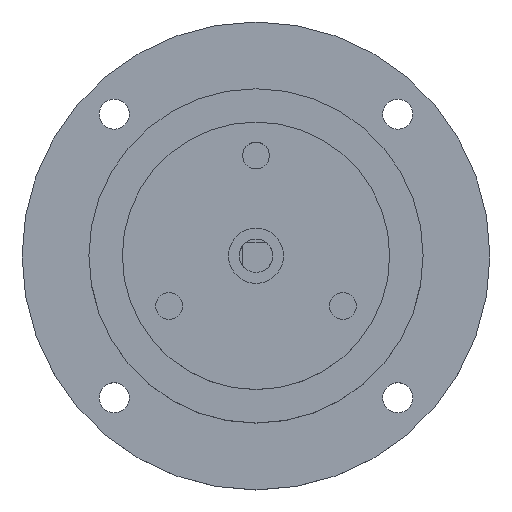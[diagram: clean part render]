
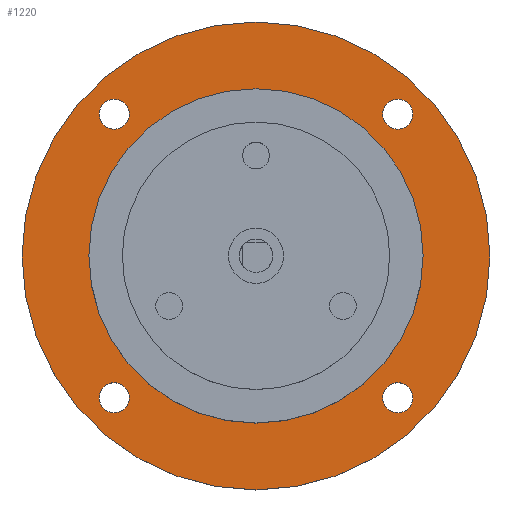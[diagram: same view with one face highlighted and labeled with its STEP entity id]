
A CAD part, top view. The second image highlights one B-rep face of the part: STEP entity #1220.
In plain terms, the highlighted planar face has unit normal (0, 0, 1).
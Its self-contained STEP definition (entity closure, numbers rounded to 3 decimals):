
#48 = AXIS2_PLACEMENT_3D ( 'NONE', #54, #53, #52 ) ;
#50 = CIRCLE ( 'NONE', #48, 25. ) ;
#52 = DIRECTION ( 'NONE',  ( 1., 0., 0. ) ) ;
#53 = DIRECTION ( 'NONE',  ( 0., 0., 1. ) ) ;
#54 = CARTESIAN_POINT ( 'NONE',  ( 0., 0., 52. ) ) ;
#56 = AXIS2_PLACEMENT_3D ( 'NONE', #67, #58, #61 ) ;
#57 = CIRCLE ( 'NONE', #56, 35. ) ;
#58 = DIRECTION ( 'NONE',  ( 0., 0., 1. ) ) ;
#61 = DIRECTION ( 'NONE',  ( 1., 0., 0. ) ) ;
#67 = CARTESIAN_POINT ( 'NONE',  ( 0., 0., 52. ) ) ;
#527 = AXIS2_PLACEMENT_3D ( 'NONE', #530, #529, #542 ) ;
#528 = CIRCLE ( 'NONE', #527, 2.25 ) ;
#529 = DIRECTION ( 'NONE',  ( 0., 0., 1. ) ) ;
#530 = CARTESIAN_POINT ( 'NONE',  ( -21.213, 21.213, 52. ) ) ;
#542 = DIRECTION ( 'NONE',  ( 1., 0., 0. ) ) ;
#645 = DIRECTION ( 'NONE',  ( -1., 0., 0. ) ) ;
#646 = CIRCLE ( 'NONE', #654, 2.25 ) ;
#647 = DIRECTION ( 'NONE',  ( 0., 0., 1. ) ) ;
#649 = CARTESIAN_POINT ( 'NONE',  ( 21.213, -21.213, 52. ) ) ;
#654 = AXIS2_PLACEMENT_3D ( 'NONE', #649, #647, #645 ) ;
#656 = CARTESIAN_POINT ( 'NONE',  ( 18.963, -21.213, 52. ) ) ;
#675 = CARTESIAN_POINT ( 'NONE',  ( 0., 0., 52. ) ) ;
#676 = CIRCLE ( 'NONE', #683, 25. ) ;
#680 = DIRECTION ( 'NONE',  ( 0., 1., 0. ) ) ;
#683 = AXIS2_PLACEMENT_3D ( 'NONE', #675, #705, #699 ) ;
#699 = DIRECTION ( 'NONE',  ( 1., 0., 0. ) ) ;
#705 = DIRECTION ( 'NONE',  ( 0., 0., 1. ) ) ;
#717 = CARTESIAN_POINT ( 'NONE',  ( 23.463, -21.213, 52. ) ) ;
#728 = CARTESIAN_POINT ( 'NONE',  ( -18.963, 21.213, 52. ) ) ;
#729 = CARTESIAN_POINT ( 'NONE',  ( -23.463, 21.213, 52. ) ) ;
#760 = CARTESIAN_POINT ( 'NONE',  ( 21.213, 23.463, 52. ) ) ;
#764 = CARTESIAN_POINT ( 'NONE',  ( 21.213, 18.963, 52. ) ) ;
#771 = DIRECTION ( 'NONE',  ( 0., 0., 1. ) ) ;
#775 = DIRECTION ( 'NONE',  ( 0., -1., 0. ) ) ;
#776 = CIRCLE ( 'NONE', #782, 2.25 ) ;
#777 = CARTESIAN_POINT ( 'NONE',  ( -21.213, -23.463, 52. ) ) ;
#782 = AXIS2_PLACEMENT_3D ( 'NONE', #785, #771, #775 ) ;
#785 = CARTESIAN_POINT ( 'NONE',  ( 21.213, 21.213, 52. ) ) ;
#796 = CIRCLE ( 'NONE', #797, 2.25 ) ;
#797 = AXIS2_PLACEMENT_3D ( 'NONE', #804, #801, #680 ) ;
#799 = DIRECTION ( 'NONE',  ( 1., 0., 0. ) ) ;
#800 = AXIS2_PLACEMENT_3D ( 'NONE', #802, #805, #799 ) ;
#801 = DIRECTION ( 'NONE',  ( 0., 0., 1. ) ) ;
#802 = CARTESIAN_POINT ( 'NONE',  ( -21.213, 21.213, 52. ) ) ;
#803 = CIRCLE ( 'NONE', #800, 2.25 ) ;
#804 = CARTESIAN_POINT ( 'NONE',  ( -21.213, -21.213, 52. ) ) ;
#805 = DIRECTION ( 'NONE',  ( 0., 0., 1. ) ) ;
#810 = CARTESIAN_POINT ( 'NONE',  ( -21.213, -18.963, 52. ) ) ;
#838 = CARTESIAN_POINT ( 'NONE',  ( -25., 0., 52. ) ) ;
#844 = CARTESIAN_POINT ( 'NONE',  ( 25., 0., 52. ) ) ;
#981 = CARTESIAN_POINT ( 'NONE',  ( -35., 0., 52. ) ) ;
#984 = CARTESIAN_POINT ( 'NONE',  ( 35., 0., 52. ) ) ;
#1011 = DIRECTION ( 'NONE',  ( 1., 0., 0. ) ) ;
#1013 = AXIS2_PLACEMENT_3D ( 'NONE', #1029, #1016, #1011 ) ;
#1016 = DIRECTION ( 'NONE',  ( 0., 0., 1. ) ) ;
#1019 = CIRCLE ( 'NONE', #1013, 35. ) ;
#1029 = CARTESIAN_POINT ( 'NONE',  ( 0., 0., 52. ) ) ;
#1197 = EDGE_LOOP ( 'NONE', ( #1235, #1244 ) ) ;
#1220 = ADVANCED_FACE ( 'NONE', ( #1796, #1794, #1800, #1798, #1806, #1805 ), #1793, .T. ) ;
#1234 = ORIENTED_EDGE ( 'NONE', *, *, #1238, .F. ) ;
#1235 = ORIENTED_EDGE ( 'NONE', *, *, #1243, .F. ) ;
#1237 = EDGE_LOOP ( 'NONE', ( #1234, #1249 ) ) ;
#1238 = EDGE_CURVE ( 'NONE', #1403, #1389, #1822, .T. ) ;
#1239 = ORIENTED_EDGE ( 'NONE', *, *, #1240, .F. ) ;
#1240 = EDGE_CURVE ( 'NONE', #1335, #1353, #1826, .T. ) ;
#1241 = EDGE_LOOP ( 'NONE', ( #1239, #1246 ) ) ;
#1243 = EDGE_CURVE ( 'NONE', #1383, #1376, #1825, .T. ) ;
#1244 = ORIENTED_EDGE ( 'NONE', *, *, #1385, .F. ) ;
#1246 = ORIENTED_EDGE ( 'NONE', *, *, #1334, .F. ) ;
#1247 = ORIENTED_EDGE ( 'NONE', *, *, #1269, .F. ) ;
#1249 = ORIENTED_EDGE ( 'NONE', *, *, #1402, .F. ) ;
#1250 = ORIENTED_EDGE ( 'NONE', *, *, #1397, .F. ) ;
#1256 = ORIENTED_EDGE ( 'NONE', *, *, #1515, .T. ) ;
#1259 = EDGE_LOOP ( 'NONE', ( #1247, #1270 ) ) ;
#1260 = EDGE_LOOP ( 'NONE', ( #1262, #1256 ) ) ;
#1261 = EDGE_CURVE ( 'NONE', #1364, #1362, #528, .T. ) ;
#1262 = ORIENTED_EDGE ( 'NONE', *, *, #1273, .T. ) ;
#1265 = EDGE_LOOP ( 'NONE', ( #1266, #1250 ) ) ;
#1266 = ORIENTED_EDGE ( 'NONE', *, *, #1261, .F. ) ;
#1269 = EDGE_CURVE ( 'NONE', #1421, #1424, #50, .T. ) ;
#1270 = ORIENTED_EDGE ( 'NONE', *, *, #1420, .F. ) ;
#1273 = EDGE_CURVE ( 'NONE', #1501, #1500, #57, .T. ) ;
#1334 = EDGE_CURVE ( 'NONE', #1353, #1335, #646, .T. ) ;
#1335 = VERTEX_POINT ( 'NONE', #656 ) ;
#1353 = VERTEX_POINT ( 'NONE', #717 ) ;
#1362 = VERTEX_POINT ( 'NONE', #729 ) ;
#1364 = VERTEX_POINT ( 'NONE', #728 ) ;
#1376 = VERTEX_POINT ( 'NONE', #760 ) ;
#1383 = VERTEX_POINT ( 'NONE', #764 ) ;
#1385 = EDGE_CURVE ( 'NONE', #1376, #1383, #776, .T. ) ;
#1389 = VERTEX_POINT ( 'NONE', #777 ) ;
#1397 = EDGE_CURVE ( 'NONE', #1362, #1364, #803, .T. ) ;
#1402 = EDGE_CURVE ( 'NONE', #1389, #1403, #796, .T. ) ;
#1403 = VERTEX_POINT ( 'NONE', #810 ) ;
#1420 = EDGE_CURVE ( 'NONE', #1424, #1421, #676, .T. ) ;
#1421 = VERTEX_POINT ( 'NONE', #838 ) ;
#1424 = VERTEX_POINT ( 'NONE', #844 ) ;
#1500 = VERTEX_POINT ( 'NONE', #984 ) ;
#1501 = VERTEX_POINT ( 'NONE', #981 ) ;
#1515 = EDGE_CURVE ( 'NONE', #1500, #1501, #1019, .T. ) ;
#1792 = CARTESIAN_POINT ( 'NONE',  ( 0., 0., 52. ) ) ;
#1793 = PLANE ( 'NONE',  #1799 ) ;
#1794 = FACE_BOUND ( 'NONE', #1241, .T. ) ;
#1795 = DIRECTION ( 'NONE',  ( 1., 0., 0. ) ) ;
#1796 = FACE_BOUND ( 'NONE', #1197, .T. ) ;
#1797 = DIRECTION ( 'NONE',  ( 0., 0., 1. ) ) ;
#1798 = FACE_BOUND ( 'NONE', #1265, .T. ) ;
#1799 = AXIS2_PLACEMENT_3D ( 'NONE', #1792, #1797, #1795 ) ;
#1800 = FACE_BOUND ( 'NONE', #1237, .T. ) ;
#1805 = FACE_BOUND ( 'NONE', #1259, .T. ) ;
#1806 = FACE_OUTER_BOUND ( 'NONE', #1260, .T. ) ;
#1808 = AXIS2_PLACEMENT_3D ( 'NONE', #1813, #1832, #1831 ) ;
#1810 = DIRECTION ( 'NONE',  ( 0., 1., 0. ) ) ;
#1813 = CARTESIAN_POINT ( 'NONE',  ( 21.213, -21.213, 52. ) ) ;
#1817 = CARTESIAN_POINT ( 'NONE',  ( -21.213, -21.213, 52. ) ) ;
#1818 = AXIS2_PLACEMENT_3D ( 'NONE', #1817, #1821, #1810 ) ;
#1821 = DIRECTION ( 'NONE',  ( 0., 0., 1. ) ) ;
#1822 = CIRCLE ( 'NONE', #1818, 2.25 ) ;
#1824 = AXIS2_PLACEMENT_3D ( 'NONE', #1829, #1828, #1827 ) ;
#1825 = CIRCLE ( 'NONE', #1824, 2.25 ) ;
#1826 = CIRCLE ( 'NONE', #1808, 2.25 ) ;
#1827 = DIRECTION ( 'NONE',  ( 0., -1., 0. ) ) ;
#1828 = DIRECTION ( 'NONE',  ( 0., 0., 1. ) ) ;
#1829 = CARTESIAN_POINT ( 'NONE',  ( 21.213, 21.213, 52. ) ) ;
#1831 = DIRECTION ( 'NONE',  ( -1., 0., 0. ) ) ;
#1832 = DIRECTION ( 'NONE',  ( 0., 0., 1. ) ) ;
